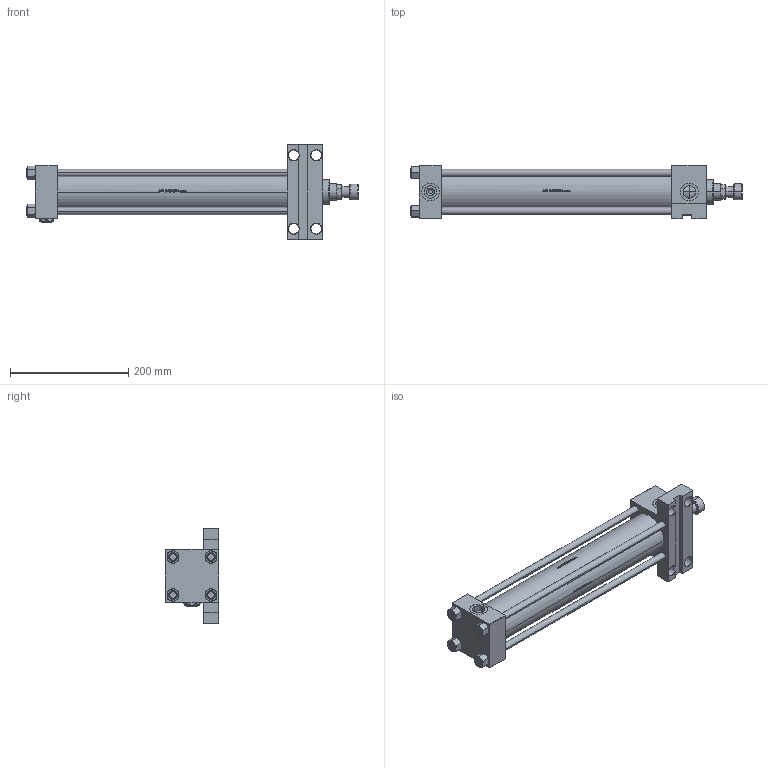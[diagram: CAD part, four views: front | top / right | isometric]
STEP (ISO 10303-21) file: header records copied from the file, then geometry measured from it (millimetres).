
FILE_DESCRIPTION (( 'STEP AP203' ), '1' );
FILE_NAME ('d5a6.STEP', '2022-04-16T03:07:07', ( '' ), ( '' ), 'SwSTEP 2.0', 'SolidWorks 2019', '' );
FILE_SCHEMA (( 'CONFIG_CONTROL_DESIGN' ));
Length unit declared in the file: millimetre
Products named in the file (8): V215CR_ROD_END_F f9ebeb615bc474a5d4df4ac34f05c588; d5a6; V215CR_F_Body f9ebeb615bc474a5d4df4ac34f05c588; V215CR_VCP_F f9ebeb615bc474a5d4df4ac34f05c588; V215CR_F_TYCINKA f9ebeb615bc474a5d4df4ac34f05c588; NUT_M5_F f9ebeb615bc474a5d4df4ac34f05c588; Zatka_pro_OIL_PORT f9ebeb615bc474a5d4df4ac34f05c588; V215_VC_A f9ebeb615bc474a5d4df4ac34f05c588
Assembly tree (14 placements, depth 2):
  d5a6
    V215CR_F_Body f9ebeb615bc474a5d4df4ac34f05c588
    V215CR_VCP_F f9ebeb615bc474a5d4df4ac34f05c588
    V215CR_F_TYCINKA f9ebeb615bc474a5d4df4ac34f05c588  x4
    NUT_M5_F f9ebeb615bc474a5d4df4ac34f05c588  x4
    V215_VC_A f9ebeb615bc474a5d4df4ac34f05c588
    V215CR_ROD_END_F f9ebeb615bc474a5d4df4ac34f05c588
    Zatka_pro_OIL_PORT f9ebeb615bc474a5d4df4ac34f05c588  x2
Bounding box: 561 x 90 x 160 mm (x, y, z)
Volume: 1581953.6 mm3; surface area: 417890.9 mm2
Topology: 14 solids, 14 shells, 1232 faces, 3082 edges, 1969 vertices
Faces by surface type: plane 492, bspline 380, cone 196, cylinder 152, torus 12
Entity records: 50851 total; most frequent: CARTESIAN_POINT 26730, ORIENTED_EDGE 5464, DIRECTION 3532, EDGE_CURVE 2732, VERTEX_POINT 1767, LINE 1380, VECTOR 1380, EDGE_LOOP 1183
